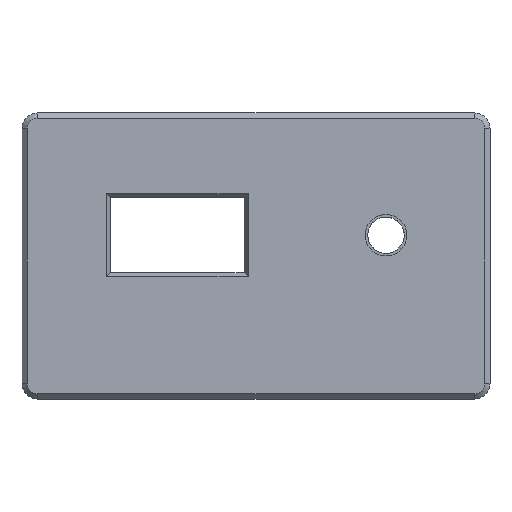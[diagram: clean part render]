
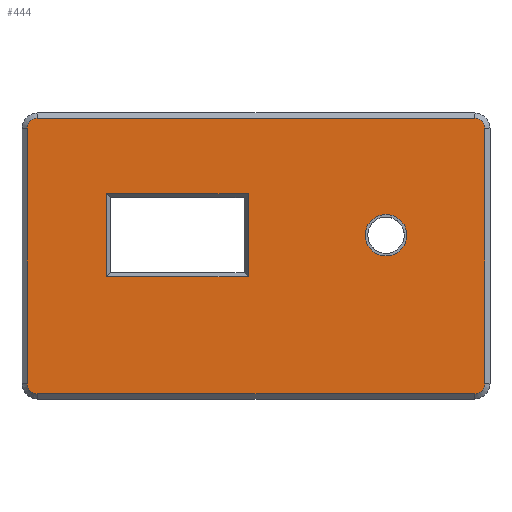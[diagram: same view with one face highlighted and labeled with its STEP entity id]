
A CAD part, top view. The second image highlights one B-rep face of the part: STEP entity #444.
In plain terms, the highlighted planar face has unit normal (0, 0, 1).
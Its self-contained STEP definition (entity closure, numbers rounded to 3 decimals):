
#311=CIRCLE('',#2791,2.);
#312=CIRCLE('',#2792,2.);
#313=CIRCLE('',#2793,2.);
#314=CIRCLE('',#2794,2.);
#315=CIRCLE('',#2795,4.);
#370=FACE_BOUND('',#827,.T.);
#371=FACE_BOUND('',#828,.T.);
#372=FACE_BOUND('',#829,.T.);
#444=ADVANCED_FACE('',(#370,#371,#372),#586,.T.);
#586=PLANE('',#2796);
#827=EDGE_LOOP('',(#1163,#1164,#1165,#1166,#1167,#1168,#1169,#1170));
#828=EDGE_LOOP('',(#1171));
#829=EDGE_LOOP('',(#1172,#1173,#1174,#1175));
#1163=ORIENTED_EDGE('',*,*,#2055,.T.);
#1164=ORIENTED_EDGE('',*,*,#2056,.T.);
#1165=ORIENTED_EDGE('',*,*,#2057,.T.);
#1166=ORIENTED_EDGE('',*,*,#2058,.T.);
#1167=ORIENTED_EDGE('',*,*,#2059,.T.);
#1168=ORIENTED_EDGE('',*,*,#2060,.T.);
#1169=ORIENTED_EDGE('',*,*,#2061,.T.);
#1170=ORIENTED_EDGE('',*,*,#2062,.T.);
#1171=ORIENTED_EDGE('',*,*,#2063,.F.);
#1172=ORIENTED_EDGE('',*,*,#2064,.T.);
#1173=ORIENTED_EDGE('',*,*,#2065,.T.);
#1174=ORIENTED_EDGE('',*,*,#2066,.T.);
#1175=ORIENTED_EDGE('',*,*,#2067,.T.);
#1799=VERTEX_POINT('',#4035);
#1800=VERTEX_POINT('',#4036);
#1801=VERTEX_POINT('',#4038);
#1802=VERTEX_POINT('',#4040);
#1803=VERTEX_POINT('',#4042);
#1804=VERTEX_POINT('',#4044);
#1805=VERTEX_POINT('',#4046);
#1806=VERTEX_POINT('',#4048);
#1807=VERTEX_POINT('',#4051);
#1808=VERTEX_POINT('',#4053);
#1809=VERTEX_POINT('',#4054);
#1810=VERTEX_POINT('',#4056);
#1811=VERTEX_POINT('',#4058);
#2055=EDGE_CURVE('',#1799,#1800,#311,.T.);
#2056=EDGE_CURVE('',#1800,#1801,#2353,.T.);
#2057=EDGE_CURVE('',#1801,#1802,#312,.T.);
#2058=EDGE_CURVE('',#1802,#1803,#2354,.T.);
#2059=EDGE_CURVE('',#1803,#1804,#313,.T.);
#2060=EDGE_CURVE('',#1804,#1805,#2355,.T.);
#2061=EDGE_CURVE('',#1805,#1806,#314,.T.);
#2062=EDGE_CURVE('',#1806,#1799,#2356,.T.);
#2063=EDGE_CURVE('',#1807,#1807,#315,.T.);
#2064=EDGE_CURVE('',#1808,#1809,#2357,.T.);
#2065=EDGE_CURVE('',#1809,#1810,#2358,.T.);
#2066=EDGE_CURVE('',#1810,#1811,#2359,.T.);
#2067=EDGE_CURVE('',#1811,#1808,#2360,.T.);
#2353=LINE('',#4037,#2597);
#2354=LINE('',#4041,#2598);
#2355=LINE('',#4045,#2599);
#2356=LINE('',#4049,#2600);
#2357=LINE('',#4052,#2601);
#2358=LINE('',#4055,#2602);
#2359=LINE('',#4057,#2603);
#2360=LINE('',#4059,#2604);
#2597=VECTOR('',#3206,1.);
#2598=VECTOR('',#3209,1.);
#2599=VECTOR('',#3212,1.);
#2600=VECTOR('',#3215,1.);
#2601=VECTOR('',#3218,1.);
#2602=VECTOR('',#3219,1.);
#2603=VECTOR('',#3220,1.);
#2604=VECTOR('',#3221,1.);
#2791=AXIS2_PLACEMENT_3D('',#4034,#3204,#3205);
#2792=AXIS2_PLACEMENT_3D('',#4039,#3207,#3208);
#2793=AXIS2_PLACEMENT_3D('',#4043,#3210,#3211);
#2794=AXIS2_PLACEMENT_3D('',#4047,#3213,#3214);
#2795=AXIS2_PLACEMENT_3D('',#4050,#3216,#3217);
#2796=AXIS2_PLACEMENT_3D('',#4060,#3222,#3223);
#3204=DIRECTION('',(0.,0.,1.));
#3205=DIRECTION('',(1.,0.,0.));
#3206=DIRECTION('',(0.,-1.,0.));
#3207=DIRECTION('',(0.,0.,1.));
#3208=DIRECTION('',(1.,0.,0.));
#3209=DIRECTION('',(1.,0.,0.));
#3210=DIRECTION('',(0.,0.,1.));
#3211=DIRECTION('',(1.,0.,0.));
#3212=DIRECTION('',(0.,1.,0.));
#3213=DIRECTION('',(0.,0.,1.));
#3214=DIRECTION('',(1.,0.,0.));
#3215=DIRECTION('',(-1.,0.,0.));
#3216=DIRECTION('',(0.,0.,1.));
#3217=DIRECTION('',(-1.,0.,0.));
#3218=DIRECTION('',(-1.,0.,0.));
#3219=DIRECTION('',(0.,1.,0.));
#3220=DIRECTION('',(1.,0.,0.));
#3221=DIRECTION('',(0.,-1.,0.));
#3222=DIRECTION('',(0.,0.,1.));
#3223=DIRECTION('',(-1.,0.,0.));
#4034=CARTESIAN_POINT('',(3.,52.,2.));
#4035=CARTESIAN_POINT('',(3.,54.,2.));
#4036=CARTESIAN_POINT('',(1.,52.,2.));
#4037=CARTESIAN_POINT('',(1.,3.,2.));
#4038=CARTESIAN_POINT('',(1.,3.,2.));
#4039=CARTESIAN_POINT('',(3.,3.,2.));
#4040=CARTESIAN_POINT('',(3.,1.,2.));
#4041=CARTESIAN_POINT('',(87.,1.,2.));
#4042=CARTESIAN_POINT('',(87.,1.,2.));
#4043=CARTESIAN_POINT('',(87.,3.,2.));
#4044=CARTESIAN_POINT('',(89.,3.,2.));
#4045=CARTESIAN_POINT('',(89.,52.,2.));
#4046=CARTESIAN_POINT('',(89.,52.,2.));
#4047=CARTESIAN_POINT('',(87.,52.,2.));
#4048=CARTESIAN_POINT('',(87.,54.,2.));
#4049=CARTESIAN_POINT('',(3.,54.,2.));
#4050=CARTESIAN_POINT('',(70.,31.5,2.));
#4051=CARTESIAN_POINT('',(66.,31.5,2.));
#4052=CARTESIAN_POINT('',(70.,23.5,2.));
#4053=CARTESIAN_POINT('',(43.5,23.5,2.));
#4054=CARTESIAN_POINT('',(16.2,23.5,2.));
#4055=CARTESIAN_POINT('',(16.2,31.5,2.));
#4056=CARTESIAN_POINT('',(16.2,39.5,2.));
#4057=CARTESIAN_POINT('',(70.,39.5,2.));
#4058=CARTESIAN_POINT('',(43.5,39.5,2.));
#4059=CARTESIAN_POINT('',(43.5,31.5,2.));
#4060=CARTESIAN_POINT('',(70.,31.5,2.));
